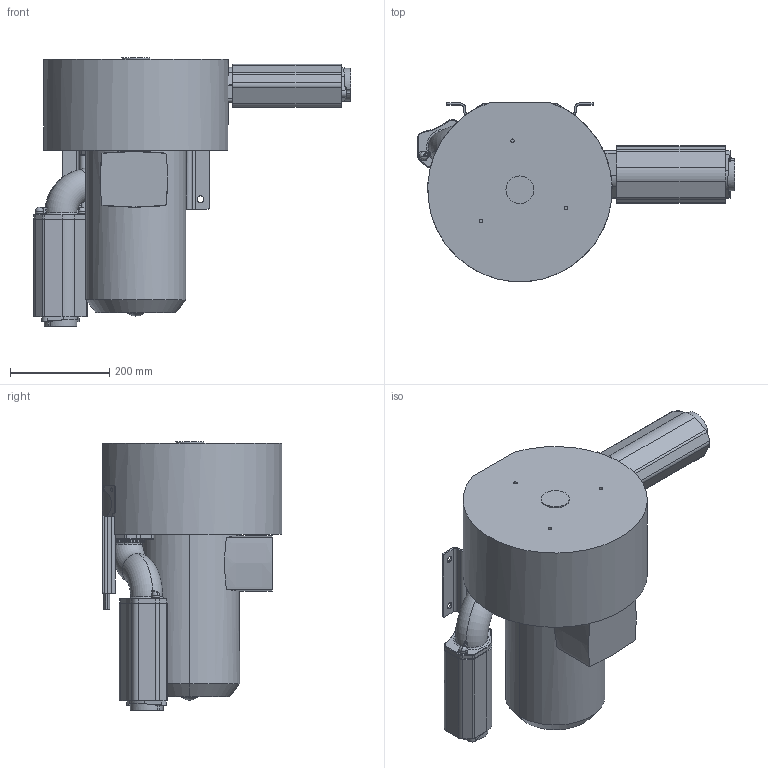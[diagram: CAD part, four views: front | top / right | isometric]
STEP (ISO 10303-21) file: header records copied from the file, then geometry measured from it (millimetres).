
FILE_DESCRIPTION((''),'2;1');
FILE_NAME('2RB520-1HQ46-JT','2025-10-24T',('Administrator'),(''),'PRO/ENGINEER BY PARAMETRIC TECHNOLOGY CORPORATION, 2007090','PRO/ENGINEER BY PARAMETRIC TECHNOLOGY CORPORATION, 2007090','');
FILE_SCHEMA(('AUTOMOTIVE_DESIGN_CC2 { 1 2 10303 214 -1 1 5 2 }'));
Length unit declared in the file: millimetre
Products named in the file (1): 2RB520-1HQ46-JT
Bounding box: 638.2 x 360.41 x 540.17 mm (x, y, z)
Volume: 35220845.8 mm3; surface area: 974052.2 mm2
Topology: 1 solids, 3 shells, 471 faces, 1221 edges, 772 vertices
Faces by surface type: cylinder 190, plane 158, torus 49, bspline 48, cone 11, extrusion 8, sphere 7
Entity records: 17926 total; most frequent: CARTESIAN_POINT 6523, ORIENTED_EDGE 2426, DIRECTION 2364, EDGE_CURVE 1213, AXIS2_PLACEMENT_3D 909, VERTEX_POINT 772, VECTOR 546, LINE 538
